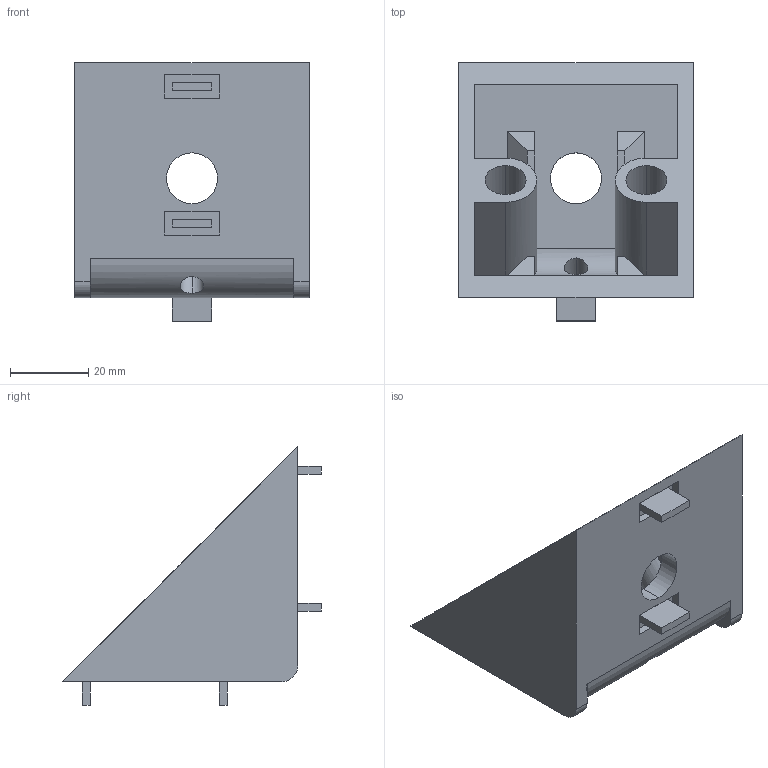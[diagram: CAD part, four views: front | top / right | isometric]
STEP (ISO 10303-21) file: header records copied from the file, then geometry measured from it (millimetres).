
FILE_DESCRIPTION (( 'STEP AP214' ), '1' );
FILE_NAME ('B835 Óãëîâîé àëþìèíèåâûé ñîåäèíèòåëü 60õ60S, ïàç 10.STEP', '2025-07-16T12:30:55', ( '' ), ( '' ), 'SwSTEP 2.0', 'SolidWorks 2025', '' );
FILE_SCHEMA (( 'AUTOMOTIVE_DESIGN' ));
Length unit declared in the file: millimetre
Products named in the file (1): B835 Угловой алюминиевый соединитель 60х60S, паз 10
Bounding box: 60 x 66 x 66 mm (x, y, z)
Volume: 53303.8 mm3; surface area: 24327.2 mm2
Topology: 1 solids, 1 shells, 99 faces, 246 edges, 164 vertices
Faces by surface type: plane 81, cylinder 18
Entity records: 3197 total; most frequent: CARTESIAN_POINT 828, ORIENTED_EDGE 492, DIRECTION 444, EDGE_CURVE 246, LINE 204, VECTOR 204, VERTEX_POINT 164, AXIS2_PLACEMENT_3D 120
